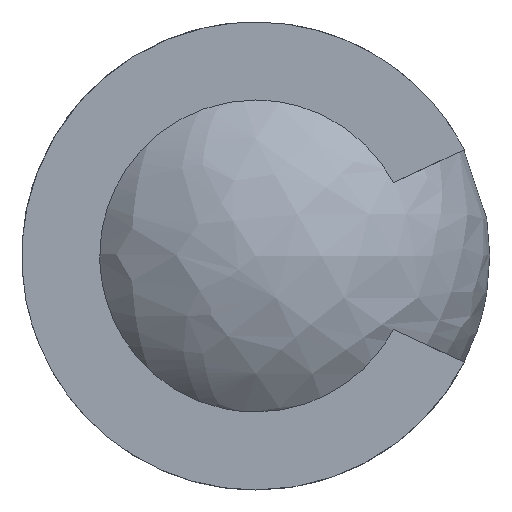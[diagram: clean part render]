
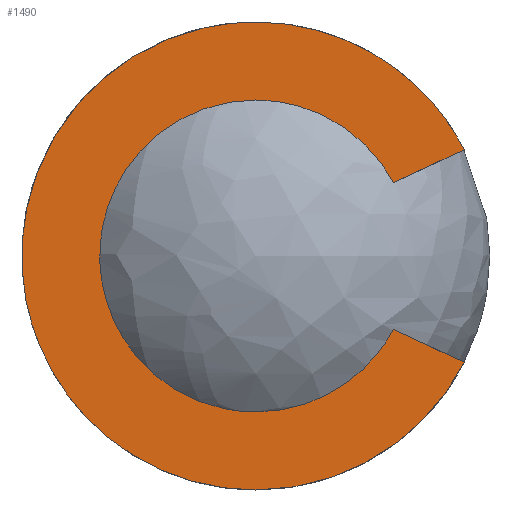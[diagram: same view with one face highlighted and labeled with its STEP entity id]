
A CAD part, left-side view. The second image highlights one B-rep face of the part: STEP entity #1490.
In plain terms, the highlighted free-form (B-spline) face has degree [1, 1] with [2, 2] control points.
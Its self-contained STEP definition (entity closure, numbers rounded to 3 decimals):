
#10 = CARTESIAN_POINT ('', (0., -22.067, 11.75));
#20 = VERTEX_POINT ('', #10);
#100 = CARTESIAN_POINT ('', (0., 0., 25.));
#110 = VERTEX_POINT ('', #100);
#120 = CARTESIAN_POINT ('', (0., -22.067, 11.75));
#130 = CARTESIAN_POINT ('', (0., -17.999, 19.389));
#140 = CARTESIAN_POINT ('', (0., -10.26, 25.));
#150 = CARTESIAN_POINT ('', (0., 0., 25.));
#160 = (
   BOUNDED_CURVE ()
   B_SPLINE_CURVE (3, (#120, #130, #140, #150), .UNSPECIFIED., .F., .U.)
   B_SPLINE_CURVE_WITH_KNOTS ((4, 4), (0., 1.), .UNSPECIFIED.)
   CURVE ()
   GEOMETRIC_REPRESENTATION_ITEM ()
   RATIONAL_B_SPLINE_CURVE ((1., 0.787, 0.664, 0.63))
   REPRESENTATION_ITEM ('')
);
#170 = EDGE_CURVE ('', #20, #110, #160, .T.);
#190 = CARTESIAN_POINT ('', (0., 0., -25.));
#200 = VERTEX_POINT ('', #190);
#210 = CARTESIAN_POINT ('', (0., 0., 25.));
#220 = CARTESIAN_POINT ('', (0., 16.011, 25.));
#230 = CARTESIAN_POINT ('', (0., 25., 13.224));
#240 = CARTESIAN_POINT ('', (0., 25., 0.));
#250 = CARTESIAN_POINT ('', (0., 25., -13.224));
#260 = CARTESIAN_POINT ('', (0., 16.011, -25.));
#270 = CARTESIAN_POINT ('', (0., 0., -25.));
#280 = (
   BOUNDED_CURVE ()
   B_SPLINE_CURVE (3, (#210, #220, #230, #240, #250, #260, #270), .UNSPECIFIED., .F., .U.)
   B_SPLINE_CURVE_WITH_KNOTS ((4, 3, 4), (0., 0.5, 1.), .UNSPECIFIED.)
   CURVE ()
   GEOMETRIC_REPRESENTATION_ITEM ()
   RATIONAL_B_SPLINE_CURVE ((0.63, 0.584, 0.708, 1., 0.708, 0.584, 0.63))
   REPRESENTATION_ITEM ('')
);
#290 = EDGE_CURVE ('', #110, #200, #280, .T.);
#310 = CARTESIAN_POINT ('', (0., -22.067, -11.75));
#320 = VERTEX_POINT ('', #310);
#330 = CARTESIAN_POINT ('', (0., 0., -25.));
#340 = CARTESIAN_POINT ('', (0., -10.26, -25.));
#350 = CARTESIAN_POINT ('', (0., -17.999, -19.389));
#360 = CARTESIAN_POINT ('', (0., -22.067, -11.75));
#370 = (
   BOUNDED_CURVE ()
   B_SPLINE_CURVE (3, (#330, #340, #350, #360), .UNSPECIFIED., .F., .U.)
   B_SPLINE_CURVE_WITH_KNOTS ((4, 4), (0., 1.), .UNSPECIFIED.)
   CURVE ()
   GEOMETRIC_REPRESENTATION_ITEM ()
   RATIONAL_B_SPLINE_CURVE ((0.63, 0.664, 0.787, 1.))
   REPRESENTATION_ITEM ('')
);
#380 = EDGE_CURVE ('', #200, #320, #370, .T.);
#930 = ORIENTED_EDGE ('', *, *, #290, .F.);
#940 = ORIENTED_EDGE ('', *, *, #170, .F.);
#950 = CARTESIAN_POINT ('', (0., -33.406, 17.038));
#960 = VERTEX_POINT ('', #950);
#970 = CARTESIAN_POINT ('', (0., -22.067, 11.75));
#980 = CARTESIAN_POINT ('', (0., -25.846, 13.513));
#990 = CARTESIAN_POINT ('', (0., -29.626, 15.275));
#1000 = CARTESIAN_POINT ('', (0., -33.406, 17.038));
#1010 = B_SPLINE_CURVE_WITH_KNOTS ('', 3, (#970, #980, #990, #1000), .UNSPECIFIED., .F., .U., (4, 4), (0., 1.), .UNSPECIFIED.);
#1020 = EDGE_CURVE ('', #20, #960, #1010, .T.);
#1030 = ORIENTED_EDGE ('', *, *, #1020, .T.);
#1040 = CARTESIAN_POINT ('', (0., 0., 37.5));
#1050 = VERTEX_POINT ('', #1040);
#1060 = CARTESIAN_POINT ('', (0., 0., 37.5));
#1070 = CARTESIAN_POINT ('', (0., -15.693, 37.5));
#1080 = CARTESIAN_POINT ('', (0., -27.413, 28.788));
#1090 = CARTESIAN_POINT ('', (0., -33.406, 17.038));
#1100 = (
   BOUNDED_CURVE ()
   B_SPLINE_CURVE (3, (#1060, #1070, #1080, #1090), .UNSPECIFIED., .F., .U.)
   B_SPLINE_CURVE_WITH_KNOTS ((4, 4), (0., 1.), .UNSPECIFIED.)
   CURVE ()
   GEOMETRIC_REPRESENTATION_ITEM ()
   RATIONAL_B_SPLINE_CURVE ((0.625, 0.658, 0.783, 1.))
   REPRESENTATION_ITEM ('')
);
#1110 = EDGE_CURVE ('', #1050, #960, #1100, .T.);
#1120 = ORIENTED_EDGE ('', *, *, #1110, .F.);
#1130 = CARTESIAN_POINT ('', (0., 0., -37.5));
#1140 = VERTEX_POINT ('', #1130);
#1150 = CARTESIAN_POINT ('', (0., 0., -37.5));
#1160 = CARTESIAN_POINT ('', (0., 24.05, -37.5));
#1170 = CARTESIAN_POINT ('', (0., 37.5, -19.798));
#1180 = CARTESIAN_POINT ('', (0., 37.5, 0.));
#1190 = CARTESIAN_POINT ('', (0., 37.5, 19.798));
#1200 = CARTESIAN_POINT ('', (0., 24.05, 37.5));
#1210 = CARTESIAN_POINT ('', (0., 0., 37.5));
#1220 = (
   BOUNDED_CURVE ()
   B_SPLINE_CURVE (3, (#1150, #1160, #1170, #1180, #1190, #1200, #1210), .UNSPECIFIED., .F., .U.)
   B_SPLINE_CURVE_WITH_KNOTS ((4, 3, 4), (0., 0.5, 1.), .UNSPECIFIED.)
   CURVE ()
   GEOMETRIC_REPRESENTATION_ITEM ()
   RATIONAL_B_SPLINE_CURVE ((0.625, 0.581, 0.706, 1., 0.706, 0.581, 0.625))
   REPRESENTATION_ITEM ('')
);
#1230 = EDGE_CURVE ('', #1140, #1050, #1220, .T.);
#1240 = ORIENTED_EDGE ('', *, *, #1230, .F.);
#1250 = CARTESIAN_POINT ('', (0., -33.406, -17.038));
#1260 = VERTEX_POINT ('', #1250);
#1270 = CARTESIAN_POINT ('', (0., -33.406, -17.038));
#1280 = CARTESIAN_POINT ('', (0., -27.413, -28.788));
#1290 = CARTESIAN_POINT ('', (0., -15.693, -37.5));
#1300 = CARTESIAN_POINT ('', (0., 0., -37.5));
#1310 = (
   BOUNDED_CURVE ()
   B_SPLINE_CURVE (3, (#1270, #1280, #1290, #1300), .UNSPECIFIED., .F., .U.)
   B_SPLINE_CURVE_WITH_KNOTS ((4, 4), (0., 1.), .UNSPECIFIED.)
   CURVE ()
   GEOMETRIC_REPRESENTATION_ITEM ()
   RATIONAL_B_SPLINE_CURVE ((1., 0.783, 0.658, 0.625))
   REPRESENTATION_ITEM ('')
);
#1320 = EDGE_CURVE ('', #1260, #1140, #1310, .T.);
#1330 = ORIENTED_EDGE ('', *, *, #1320, .F.);
#1340 = CARTESIAN_POINT ('', (0., -33.406, -17.038));
#1350 = CARTESIAN_POINT ('', (0., -29.626, -15.275));
#1360 = CARTESIAN_POINT ('', (0., -25.846, -13.513));
#1370 = CARTESIAN_POINT ('', (0., -22.067, -11.75));
#1380 = B_SPLINE_CURVE_WITH_KNOTS ('', 3, (#1340, #1350, #1360, #1370), .UNSPECIFIED., .F., .U., (4, 4), (0., 1.), .UNSPECIFIED.);
#1390 = EDGE_CURVE ('', #1260, #320, #1380, .T.);
#1400 = ORIENTED_EDGE ('', *, *, #1390, .T.);
#1410 = ORIENTED_EDGE ('', *, *, #380, .F.);
#1420 = EDGE_LOOP ('', (#930, #940, #1030, #1120, #1240, #1330, #1400, #1410));
#1430 = FACE_OUTER_BOUND ('', #1420, .T.);
#1440 = CARTESIAN_POINT ('', (0., 37.926, 37.95));
#1450 = CARTESIAN_POINT ('', (0., -33.832, 37.95));
#1460 = CARTESIAN_POINT ('', (0., 37.926, -37.95));
#1470 = CARTESIAN_POINT ('', (0., -33.832, -37.95));
#1480 = B_SPLINE_SURFACE_WITH_KNOTS ('', 1, 1, ((#1440, #1450), (#1460, #1470)), .UNSPECIFIED., .F., .F., .U., (2, 2), (2, 2), (0., 1.), (0., 1.), .UNSPECIFIED.);
#1490 = ADVANCED_FACE ('', (#1430), #1480, .T.);
